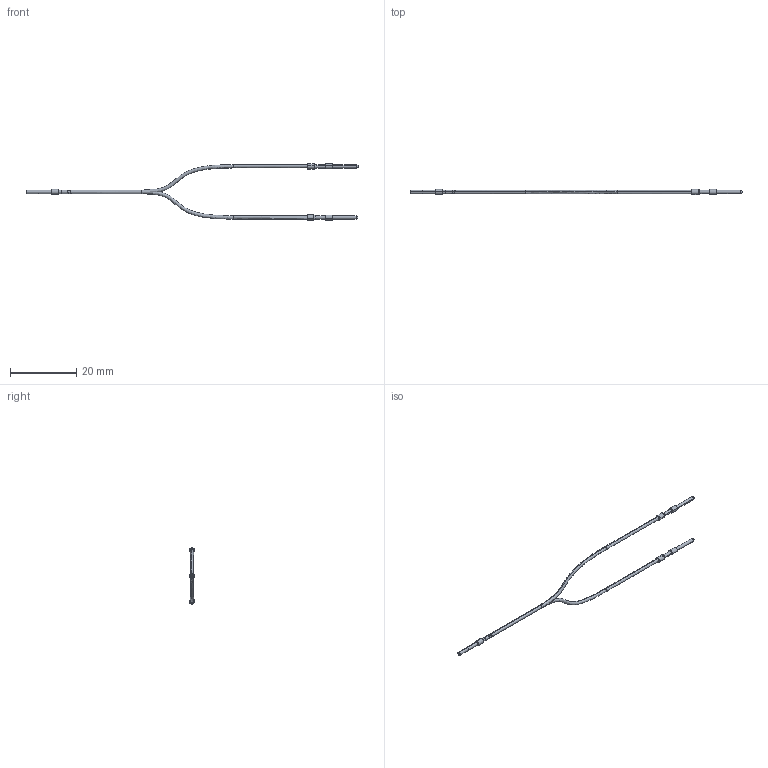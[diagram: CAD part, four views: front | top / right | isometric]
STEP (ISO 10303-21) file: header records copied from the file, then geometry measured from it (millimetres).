
FILE_DESCRIPTION (( 'STEP AP214' ), '1' );
FILE_NAME ('RA50MFM.STEP', '2006-08-25T13:09:19', ( 'L-COM' ), ( 'L-COM' ), 'SwSTEP 2.0', 'SolidWorks 2006052', '' );
FILE_SCHEMA (( 'AUTOMOTIVE_DESIGN' ));
Length unit declared in the file: inch
Products named in the file (4): CPF10; SP16230-MA1; RA50 wire; RA50MFM
Assembly tree (5 placements, depth 2):
  RA50MFM
    SP16230-MA1  x2
    RA50 wire  x2
    CPF10
Bounding box: 100.2 x 1.58 x 17.01 mm (x, y, z)
Volume: 161.4 mm3; surface area: 712.6 mm2
Topology: 5 solids, 5 shells, 88 faces, 175 edges, 108 vertices
Faces by surface type: cylinder 38, plane 31, cone 11, bspline 8
Entity records: 2013 total; most frequent: CARTESIAN_POINT 451, DIRECTION 281, ORIENTED_EDGE 230, AXIS2_PLACEMENT_3D 118, EDGE_CURVE 115, VERTEX_POINT 72, EDGE_LOOP 63, CIRCLE 58
